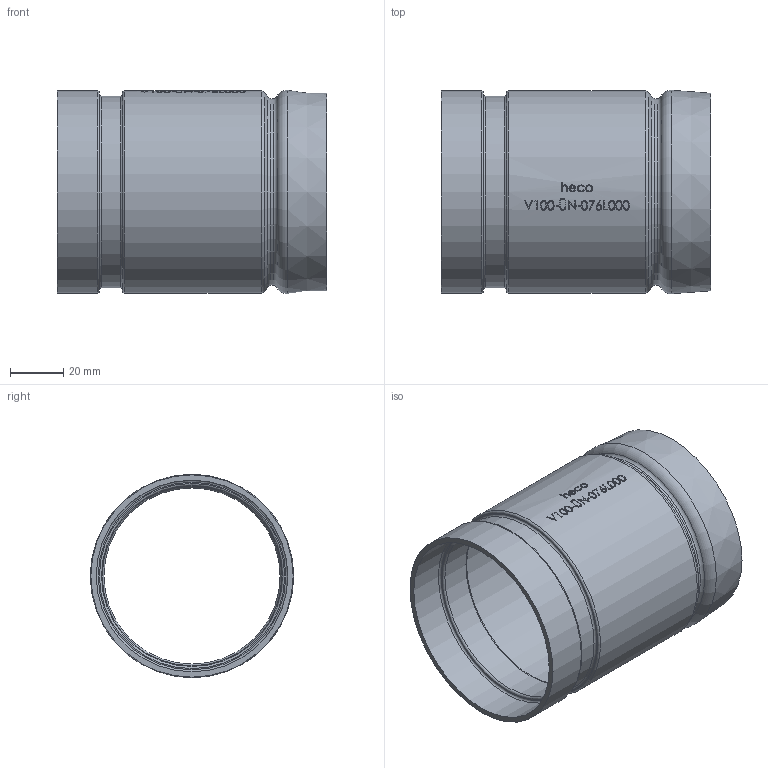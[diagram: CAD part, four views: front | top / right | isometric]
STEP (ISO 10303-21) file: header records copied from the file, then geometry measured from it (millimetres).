
FILE_DESCRIPTION (( 'STEP AP214' ), '1' );
FILE_NAME ('V100-ÜN-076L000-x Typ494W DN65 212 Ø76,1 1812.STEP', '2018-12-20T11:15:10', ( '' ), ( '' ), 'SwSTEP 2.0', 'SolidWorks 2016', '' );
FILE_SCHEMA (( 'AUTOMOTIVE_DESIGN' ));
Length unit declared in the file: inch
Products named in the file (1): V100-ÜN-076L000-x Typ494W DN65 212 Ø76,1 1812
Bounding box: 101.6 x 76.68 x 76.67 mm (x, y, z)
Volume: 50023.1 mm3; surface area: 50247.5 mm2
Topology: 1 solids, 1 shells, 243 faces, 602 edges, 396 vertices
Faces by surface type: bspline 113, plane 72, cylinder 38, torus 16, cone 4
Full cylindrical faces by diameter (mm): 66.36 x1, 68.265 x1, 70.358 x1, 72.202 x2, 72.263 x1, 76.2 x2
Entity records: 15374 total; most frequent: CARTESIAN_POINT 7878, ORIENTED_EDGE 1138, DIRECTION 654, EDGE_CURVE 569, VERTEX_POINT 391, EDGE_LOOP 308, FACE_OUTER_BOUND 267, B_SPLINE_CURVE_WITH_KNOTS 258
